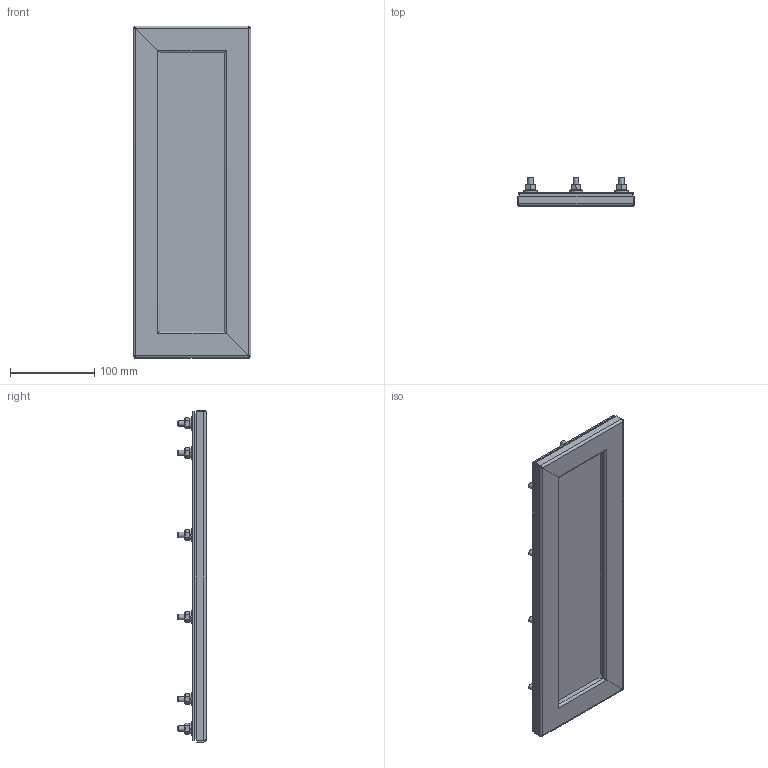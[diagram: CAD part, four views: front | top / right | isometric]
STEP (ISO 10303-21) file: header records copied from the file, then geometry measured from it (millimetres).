
FILE_DESCRIPTION( ( 'Unknown' ), '1' );
FILE_NAME( 'AWK1303.stp', 'Unknown', ( 'Unknown' ), ( 'Unknown' ), 'PSStep 16.0.42', 'Unknown', ' ' );
FILE_SCHEMA( ( 'AUTOMOTIVE_DESIGN { 1 0 10303 214 1 1 1 1 }' ) );
Length unit declared in the file: millimetre
Products named in the file (10): AWK1303_L; AWK1303; 0.250-20 x 1.250 AC_CD 201-008-808; Assem1; FW_0.2500; LW_0.250; HN_0.2500; AWK1303_GASKET; AWK1303-PR; AWK1303_LEXAN
Assembly tree (41 placements, depth 3):
  Assem1
    FW_0.2500  x10
    LW_0.250  x10
    HN_0.2500  x10
    AWK1303_GASKET
    AWK1303-PR
    AWK1303_LEXAN
    AWK1303_L  x2
      AWK1303
      0.250-20 x 1.250 AC_CD 201-008-808
Bounding box: 139.7 x 33.66 x 393.7 mm (x, y, z)
Volume: 673403.1 mm3; surface area: 312112.7 mm2
Topology: 45 solids, 45 shells, 1540 faces, 3612 edges, 2392 vertices
Faces by surface type: plane 1064, extrusion 280, cylinder 126, cone 50, bspline 20
Full cylindrical faces by diameter (mm): 0.508 x10, 3.023 x10, 3.175 x10, 6.35 x20, 7.137 x10, 7.798 x10, 9.525 x10, 15.875 x10
Entity records: 31512 total; most frequent: CARTESIAN_POINT 12240, ORIENTED_EDGE 3066, DIRECTION 1960, EDGE_CURVE 1533, VERTEX_POINT 1053, B_SPLINE_CURVE_WITH_KNOTS 1037, EDGE_LOOP 860, FACE_OUTER_BOUND 720
